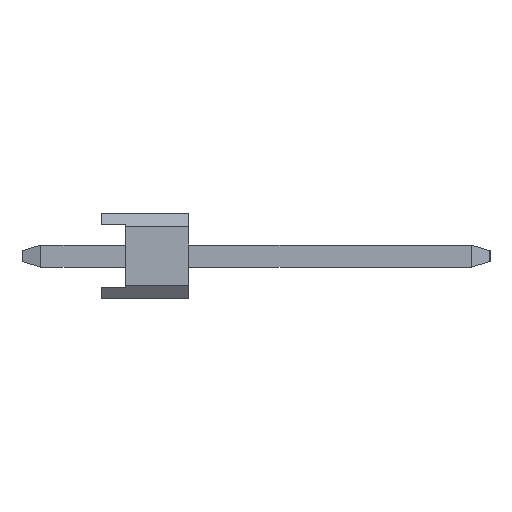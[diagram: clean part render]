
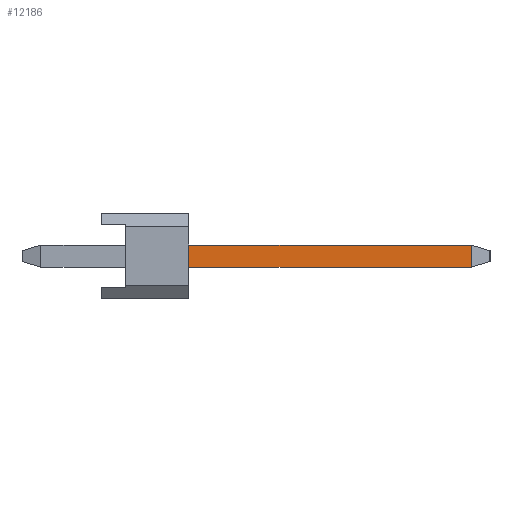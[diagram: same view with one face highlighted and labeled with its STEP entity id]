
A CAD part, left-side view. The second image highlights one B-rep face of the part: STEP entity #12186.
In plain terms, the highlighted planar face has unit normal (-1, 0, 0).
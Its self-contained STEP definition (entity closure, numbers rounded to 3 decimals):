
#6072=VERTEX_POINT('',#15745);
#6088=EDGE_CURVE('',#11262,#10454,#15763,.T.);
#6504=EDGE_CURVE('',#6072,#11262,#16216,.T.);
#8970=EDGE_CURVE('',#10020,#6072,#18961,.T.);
#10020=VERTEX_POINT('',#20152);
#10454=VERTEX_POINT('',#20622);
#11262=VERTEX_POINT('',#21516);
#12186=ADVANCED_FACE('',(#22520),#22521,.T.);
#12256=EDGE_CURVE('',#10454,#10020,#22594,.T.);
#15745=CARTESIAN_POINT('',(-38.42,-10.744,0.32));
#15763=LINE('',#26937,#26938);
#16216=LINE('',#27610,#27611);
#18961=LINE('',#31543,#31544);
#20152=CARTESIAN_POINT('',(-38.42,-2.54,0.32));
#20622=CARTESIAN_POINT('',(-38.42,-2.54,-0.32));
#21516=CARTESIAN_POINT('',(-38.42,-10.744,-0.32));
#22520=FACE_OUTER_BOUND('',#36679,.T.);
#22521=PLANE('',#36680);
#22594=LINE('',#36798,#36799);
#26937=CARTESIAN_POINT('',(-38.42,1.764,-0.32));
#26938=VECTOR('',#41477,1.0);
#27610=CARTESIAN_POINT('',(-38.42,-10.744,0.5));
#27611=VECTOR('',#41893,1.0);
#31543=CARTESIAN_POINT('',(-38.42,-4.49,0.32));
#31544=VECTOR('',#44915,1.0);
#36679=EDGE_LOOP('',(#48647,#48648,#48649,#48650));
#36680=AXIS2_PLACEMENT_3D('',#48651,#48652,#48653);
#36798=CARTESIAN_POINT('',(-38.42,-2.54,0.252));
#36799=VECTOR('',#48700,1.0);
#41477=DIRECTION('',(0.,1.0,0.));
#41893=DIRECTION('',(0.0,0.,-1.0));
#44915=DIRECTION('',(0.,-1.0,0.));
#48647=ORIENTED_EDGE('',*,*,#12256,.F.);
#48648=ORIENTED_EDGE('',*,*,#6088,.F.);
#48649=ORIENTED_EDGE('',*,*,#6504,.F.);
#48650=ORIENTED_EDGE('',*,*,#8970,.F.);
#48651=CARTESIAN_POINT('',(-38.42,1.764,0.5));
#48652=DIRECTION('',(-1.0,0.,0.));
#48653=DIRECTION('',(0.,1.0,0.));
#48700=DIRECTION('',(0.,0.,1.0));
